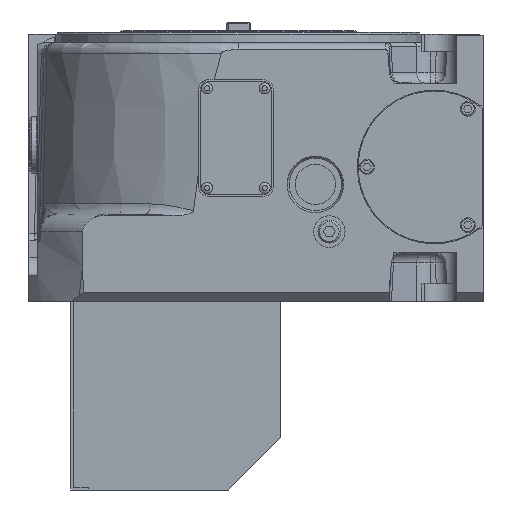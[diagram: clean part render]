
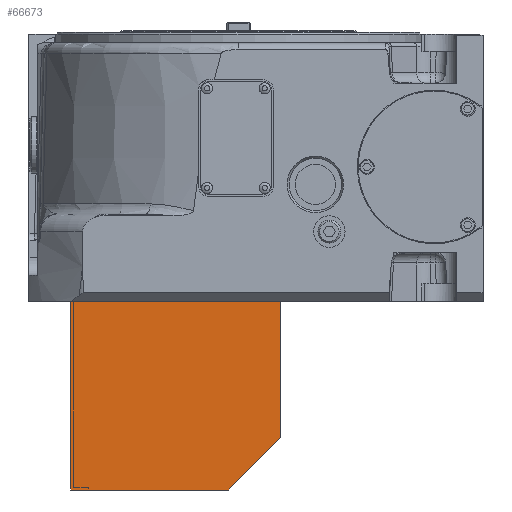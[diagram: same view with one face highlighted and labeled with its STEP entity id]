
A CAD part, left-side view. The second image highlights one B-rep face of the part: STEP entity #66673.
In plain terms, the highlighted planar face has unit normal (-1, 0, 0).
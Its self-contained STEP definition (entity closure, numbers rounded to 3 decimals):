
#2628=LINE('',#94563,#7821);
#2642=LINE('',#94593,#7835);
#2649=LINE('',#94606,#7842);
#2664=LINE('',#94643,#7857);
#2665=LINE('',#94645,#7858);
#7821=VECTOR('',#78983,1000.);
#7835=VECTOR('',#79005,1000.);
#7842=VECTOR('',#79014,1000.);
#7857=VECTOR('',#79039,1000.);
#7858=VECTOR('',#79042,1000.);
#17213=ORIENTED_EDGE('',*,*,#27370,.F.);
#17214=ORIENTED_EDGE('',*,*,#27356,.F.);
#17215=ORIENTED_EDGE('',*,*,#27397,.T.);
#17216=ORIENTED_EDGE('',*,*,#27377,.T.);
#17217=ORIENTED_EDGE('',*,*,#27396,.F.);
#27356=EDGE_CURVE('',#33205,#33206,#2628,.T.);
#27370=EDGE_CURVE('',#33206,#33218,#2642,.T.);
#27377=EDGE_CURVE('',#33223,#33222,#2649,.T.);
#27396=EDGE_CURVE('',#33218,#33222,#2664,.T.);
#27397=EDGE_CURVE('',#33205,#33223,#2665,.T.);
#33205=VERTEX_POINT('',#94562);
#33206=VERTEX_POINT('',#94564);
#33218=VERTEX_POINT('',#94594);
#33222=VERTEX_POINT('',#94605);
#33223=VERTEX_POINT('',#94607);
#39208=EDGE_LOOP('',(#17213,#17214,#17215,#17216,#17217));
#42937=FACE_BOUND('',#39208,.T.);
#45069=PLANE('',#70728);
#66673=ADVANCED_FACE('',(#42937),#45069,.F.);
#70728=AXIS2_PLACEMENT_3D('',#94644,#79040,#79041);
#78983=DIRECTION('',(0.,0.707,-0.707));
#79005=DIRECTION('',(0.,1.,0.));
#79014=DIRECTION('',(0.,1.,0.));
#79039=DIRECTION('',(0.,0.,1.));
#79040=DIRECTION('',(1.,0.,0.));
#79041=DIRECTION('',(0.,-1.,0.));
#79042=DIRECTION('',(0.,0.,1.));
#94562=CARTESIAN_POINT('',(165.009,-23.991,-155.));
#94563=CARTESIAN_POINT('',(165.009,6.009,-185.));
#94564=CARTESIAN_POINT('',(165.009,6.009,-185.));
#94593=CARTESIAN_POINT('',(165.009,-23.991,-185.));
#94594=CARTESIAN_POINT('',(165.009,96.009,-185.));
#94605=CARTESIAN_POINT('',(165.009,96.009,-75.));
#94606=CARTESIAN_POINT('',(165.009,96.009,-75.));
#94607=CARTESIAN_POINT('',(165.009,-23.991,-75.));
#94643=CARTESIAN_POINT('',(165.009,96.009,-76.6));
#94644=CARTESIAN_POINT('',(165.009,96.009,-76.6));
#94645=CARTESIAN_POINT('',(165.009,-23.991,-76.6));
